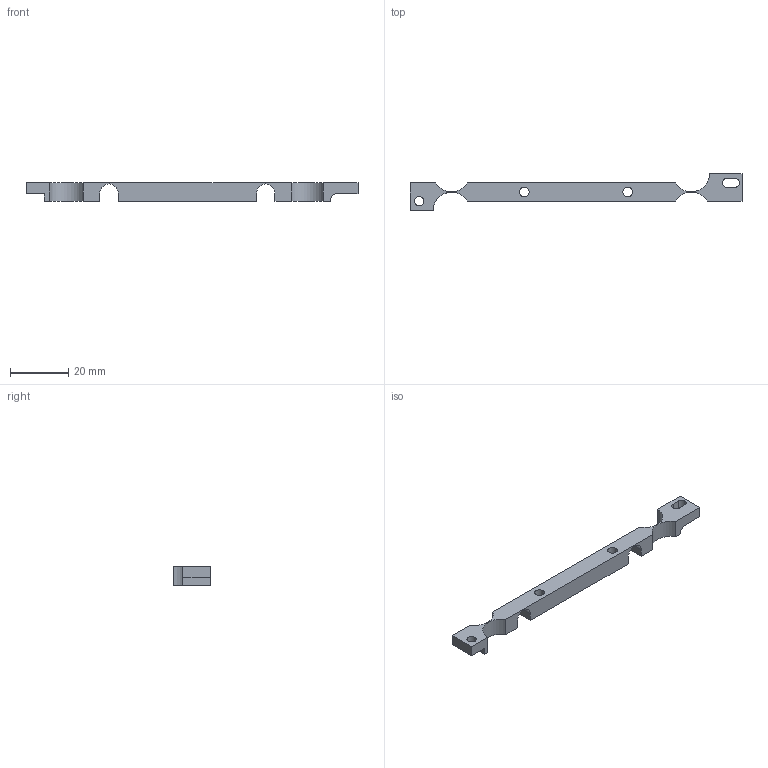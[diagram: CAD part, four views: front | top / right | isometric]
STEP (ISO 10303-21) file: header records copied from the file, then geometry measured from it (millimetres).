
FILE_DESCRIPTION (( 'STEP AP214' ), '1' );
FILE_NAME ('D0901318_GS-13_Flexure_Bottom.STEP', '2024-10-08T17:56:35', ( '' ), ( '' ), 'SwSTEP 2.0', 'SolidWorks 2024', '' );
FILE_SCHEMA (( 'AUTOMOTIVE_DESIGN' ));
Length unit declared in the file: inch
Products named in the file (1): D0901318_GS-13_Flexure_Bottom
Bounding box: 114.3 x 12.7 x 6.35 mm (x, y, z)
Volume: 3390.9 mm3; surface area: 3082.6 mm2
Topology: 1 solids, 1 shells, 34 faces, 96 edges, 64 vertices
Faces by surface type: plane 22, cylinder 12
Full cylindrical faces by diameter (mm): 3.264 x3
Entity records: 1132 total; most frequent: CARTESIAN_POINT 192, DIRECTION 187, ORIENTED_EDGE 186, EDGE_CURVE 93, VECTOR 69, LINE 69, VERTEX_POINT 64, AXIS2_PLACEMENT_3D 59
